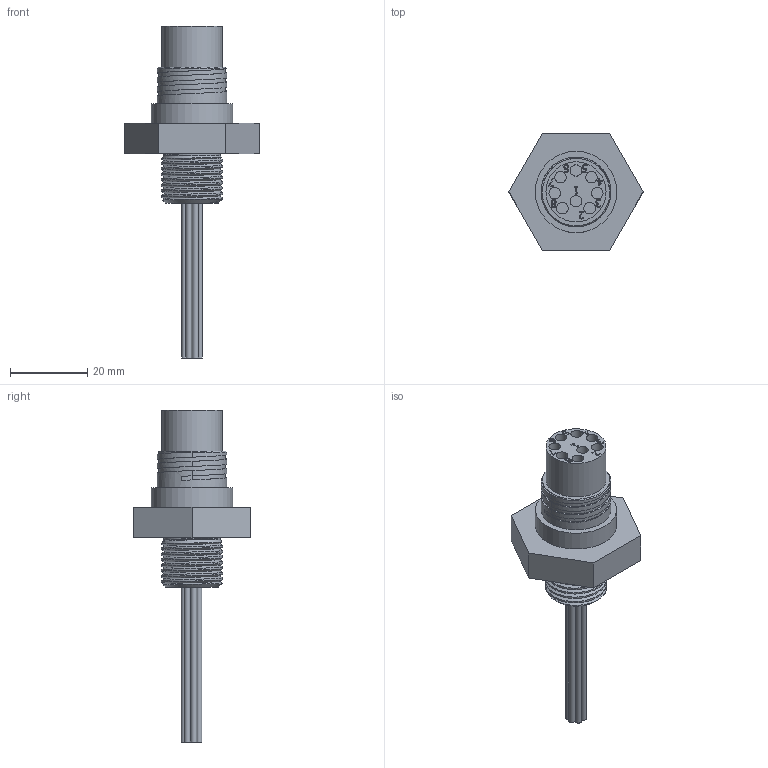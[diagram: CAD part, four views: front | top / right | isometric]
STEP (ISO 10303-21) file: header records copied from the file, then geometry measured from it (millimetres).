
FILE_DESCRIPTION(/* description */ (''),/* implementation_level */ '2;1');
FILE_NAME(/* name */ 'BCR1508F.stp',/* time_stamp */ '2014-11-20T13:17:06+01:00',/* author */ ('sh'),/* organization */ (''),/* preprocessor_version */ 'ST-DEVELOPER v15.2',/* originating_system */ 'Autodesk Inventor 2014',/* authorisation */ '');
FILE_SCHEMA (('AUTOMOTIVE_DESIGN { 1 0 10303 214 3 1 1 }'));
Length unit declared in the file: millimetre
Products named in the file (1): BCR1508F
Bounding box: 34.64 x 30 x 85.7 mm (x, y, z)
Volume: 13774.1 mm3; surface area: 7552.6 mm2
Topology: 1 solids, 1 shells, 220 faces, 548 edges, 364 vertices
Faces by surface type: plane 101, bspline 89, cylinder 27, cone 3
Full cylindrical faces by diameter (mm): 1.5 x8, 3 x8, 14.645 x1, 15.5 x1, 18 x3, 20 x1, 21 x1, 26.5 x1
Entity records: 9101 total; most frequent: CARTESIAN_POINT 4524, ORIENTED_EDGE 1028, DIRECTION 638, EDGE_CURVE 514, VERTEX_POINT 356, LINE 282, VECTOR 282, EDGE_LOOP 274
